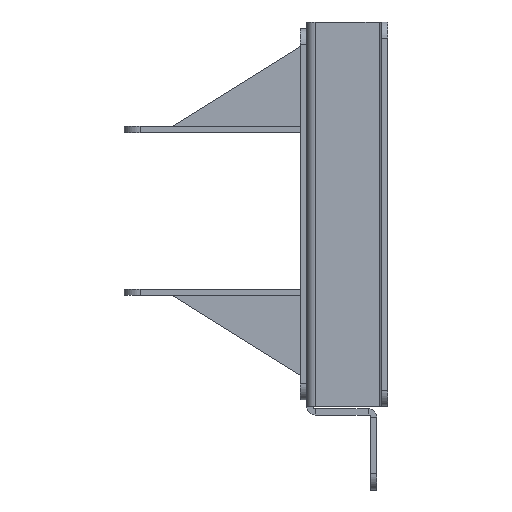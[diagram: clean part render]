
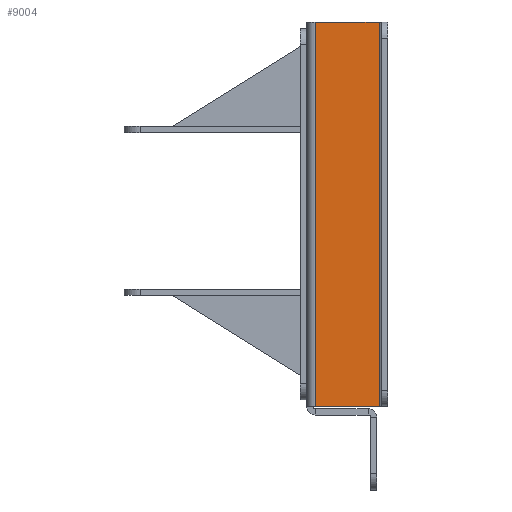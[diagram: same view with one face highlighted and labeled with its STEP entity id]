
A CAD part, left-side view. The second image highlights one B-rep face of the part: STEP entity #9004.
In plain terms, the highlighted planar face has unit normal (-1, 0, 0).
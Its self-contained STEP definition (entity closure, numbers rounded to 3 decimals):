
#13 = VECTOR ( 'NONE', #7481, 1000. ) ;
#43 = CARTESIAN_POINT ( 'NONE',  ( -74.93, 0., 0. ) ) ;
#344 = ORIENTED_EDGE ( 'NONE', *, *, #3620, .T. ) ;
#422 = CARTESIAN_POINT ( 'NONE',  ( -74.93, -22.673, -60. ) ) ;
#521 = CARTESIAN_POINT ( 'NONE',  ( -74.93, -2.727, 60. ) ) ;
#552 = VERTEX_POINT ( 'NONE', #1998 ) ;
#835 = FACE_OUTER_BOUND ( 'NONE', #977, .T. ) ;
#977 = EDGE_LOOP ( 'NONE', ( #2489, #344, #2608, #4422 ) ) ;
#997 = CARTESIAN_POINT ( 'NONE',  ( -74.93, 0., -60. ) ) ;
#1402 = DIRECTION ( 'NONE',  ( 0., 0., -1. ) ) ;
#1998 = CARTESIAN_POINT ( 'NONE',  ( -74.93, -22.673, 60. ) ) ;
#2054 = VERTEX_POINT ( 'NONE', #521 ) ;
#2444 = VECTOR ( 'NONE', #1402, 1000. ) ;
#2489 = ORIENTED_EDGE ( 'NONE', *, *, #11350, .F. ) ;
#2608 = ORIENTED_EDGE ( 'NONE', *, *, #7877, .F. ) ;
#2919 = LINE ( 'NONE', #4678, #13 ) ;
#3277 = VECTOR ( 'NONE', #8445, 1000. ) ;
#3414 = CARTESIAN_POINT ( 'NONE',  ( -74.93, -2.727, 60. ) ) ;
#3602 = EDGE_CURVE ( 'NONE', #11498, #7371, #10274, .T. ) ;
#3605 = DIRECTION ( 'NONE',  ( 0., 1., 0. ) ) ;
#3620 = EDGE_CURVE ( 'NONE', #552, #2054, #2919, .T. ) ;
#4422 = ORIENTED_EDGE ( 'NONE', *, *, #3602, .T. ) ;
#4678 = CARTESIAN_POINT ( 'NONE',  ( -74.93, 0., 60. ) ) ;
#5165 = DIRECTION ( 'NONE',  ( 0., 0., 1. ) ) ;
#5816 = CARTESIAN_POINT ( 'NONE',  ( -74.93, -22.673, 60. ) ) ;
#6646 = VECTOR ( 'NONE', #5165, 1000. ) ;
#6802 = LINE ( 'NONE', #5816, #2444 ) ;
#7165 = CARTESIAN_POINT ( 'NONE',  ( -74.93, -2.727, -60. ) ) ;
#7371 = VERTEX_POINT ( 'NONE', #422 ) ;
#7481 = DIRECTION ( 'NONE',  ( 0., 1., 0. ) ) ;
#7877 = EDGE_CURVE ( 'NONE', #11498, #2054, #10819, .T. ) ;
#8224 = DIRECTION ( 'NONE',  ( 1., 0., 0. ) ) ;
#8445 = DIRECTION ( 'NONE',  ( 0., -1., 0. ) ) ;
#9004 = ADVANCED_FACE ( 'NONE', ( #835 ), #9367, .F. ) ;
#9367 = PLANE ( 'NONE',  #9749 ) ;
#9749 = AXIS2_PLACEMENT_3D ( 'NONE', #43, #8224, #3605 ) ;
#10274 = LINE ( 'NONE', #997, #3277 ) ;
#10819 = LINE ( 'NONE', #3414, #6646 ) ;
#11350 = EDGE_CURVE ( 'NONE', #552, #7371, #6802, .T. ) ;
#11498 = VERTEX_POINT ( 'NONE', #7165 ) ;
